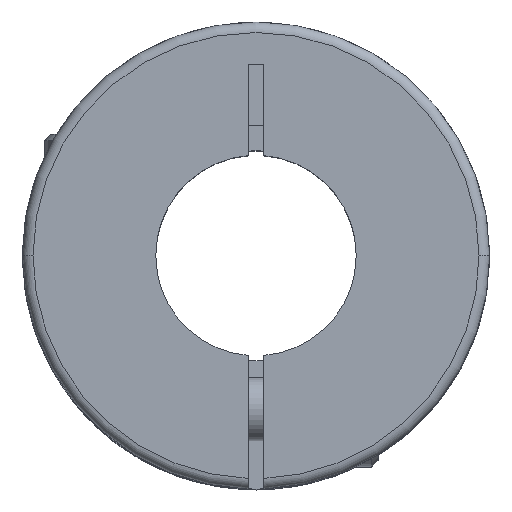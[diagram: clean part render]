
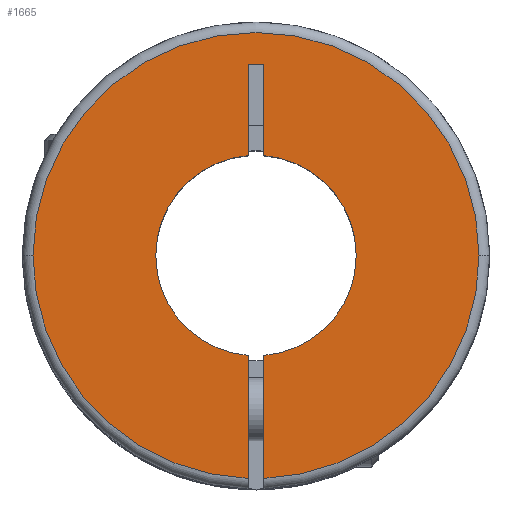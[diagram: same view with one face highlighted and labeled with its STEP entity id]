
A CAD part, top view. The second image highlights one B-rep face of the part: STEP entity #1665.
In plain terms, the highlighted planar face has unit normal (0, 0, 1).
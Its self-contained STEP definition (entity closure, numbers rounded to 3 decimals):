
#30 = CIRCLE ( 'NONE', #1325, 10.6 ) ;
#62 = CARTESIAN_POINT ( 'NONE',  ( -10.6, 0., 0. ) ) ;
#92 = ORIENTED_EDGE ( 'NONE', *, *, #1993, .T. ) ;
#200 = CARTESIAN_POINT ( 'NONE',  ( -4.763, 0., 0. ) ) ;
#229 = CARTESIAN_POINT ( 'NONE',  ( -0.375, 9.1, 0. ) ) ;
#362 = VERTEX_POINT ( 'NONE', #2871 ) ;
#372 = DIRECTION ( 'NONE',  ( -1., 0., 0. ) ) ;
#430 = CARTESIAN_POINT ( 'NONE',  ( 0., 0., 0. ) ) ;
#450 = ORIENTED_EDGE ( 'NONE', *, *, #750, .F. ) ;
#467 = ORIENTED_EDGE ( 'NONE', *, *, #1992, .F. ) ;
#574 = LINE ( 'NONE', #646, #4039 ) ;
#611 = DIRECTION ( 'NONE',  ( 0., 0., -1. ) ) ;
#646 = CARTESIAN_POINT ( 'NONE',  ( -0.375, 9.1, 0. ) ) ;
#691 = CARTESIAN_POINT ( 'NONE',  ( -0.375, 4.748, 0. ) ) ;
#705 = VERTEX_POINT ( 'NONE', #691 ) ;
#750 = EDGE_CURVE ( 'NONE', #1553, #362, #4352, .T. ) ;
#787 = DIRECTION ( 'NONE',  ( 0., 0., -1. ) ) ;
#790 = CIRCLE ( 'NONE', #2737, 4.763 ) ;
#858 = ORIENTED_EDGE ( 'NONE', *, *, #3741, .F. ) ;
#871 = CIRCLE ( 'NONE', #2242, 4.763 ) ;
#973 = DIRECTION ( 'NONE',  ( 0., -1., 0. ) ) ;
#1004 = DIRECTION ( 'NONE',  ( -1., 0., 0. ) ) ;
#1046 = LINE ( 'NONE', #2413, #1296 ) ;
#1083 = EDGE_CURVE ( 'NONE', #1849, #3342, #790, .T. ) ;
#1087 = DIRECTION ( 'NONE',  ( 0., 0., -1. ) ) ;
#1102 = EDGE_CURVE ( 'NONE', #1519, #2139, #1661, .T. ) ;
#1127 = DIRECTION ( 'NONE',  ( 0., -1., 0. ) ) ;
#1225 = VECTOR ( 'NONE', #4240, 1000. ) ;
#1296 = VECTOR ( 'NONE', #372, 1000. ) ;
#1325 = AXIS2_PLACEMENT_3D ( 'NONE', #2390, #3411, #2726 ) ;
#1348 = ORIENTED_EDGE ( 'NONE', *, *, #1083, .T. ) ;
#1403 = VERTEX_POINT ( 'NONE', #3783 ) ;
#1479 = CARTESIAN_POINT ( 'NONE',  ( 10.6, 0., 0. ) ) ;
#1519 = VERTEX_POINT ( 'NONE', #3572 ) ;
#1523 = CARTESIAN_POINT ( 'NONE',  ( 0.375, -11.1, 0. ) ) ;
#1553 = VERTEX_POINT ( 'NONE', #1479 ) ;
#1560 = CARTESIAN_POINT ( 'NONE',  ( 0., 0., 0. ) ) ;
#1610 = CIRCLE ( 'NONE', #4117, 4.763 ) ;
#1661 = CIRCLE ( 'NONE', #3505, 10.6 ) ;
#1665 = ADVANCED_FACE ( 'NONE', ( #2707 ), #2449, .F. ) ;
#1668 = VECTOR ( 'NONE', #973, 1000. ) ;
#1669 = EDGE_LOOP ( 'NONE', ( #2202, #858, #1348, #3480, #467, #2078, #4389, #92, #2614, #450, #1885 ) ) ;
#1737 = DIRECTION ( 'NONE',  ( -1., 0., 0. ) ) ;
#1849 = VERTEX_POINT ( 'NONE', #2936 ) ;
#1885 = ORIENTED_EDGE ( 'NONE', *, *, #3639, .F. ) ;
#1992 = EDGE_CURVE ( 'NONE', #4324, #705, #2386, .T. ) ;
#1993 = EDGE_CURVE ( 'NONE', #3848, #1403, #871, .T. ) ;
#2078 = ORIENTED_EDGE ( 'NONE', *, *, #2676, .F. ) ;
#2139 = VERTEX_POINT ( 'NONE', #62 ) ;
#2202 = ORIENTED_EDGE ( 'NONE', *, *, #1102, .F. ) ;
#2242 = AXIS2_PLACEMENT_3D ( 'NONE', #3001, #611, #1737 ) ;
#2336 = CARTESIAN_POINT ( 'NONE',  ( 0., 0., 0. ) ) ;
#2386 = LINE ( 'NONE', #3679, #1668 ) ;
#2390 = CARTESIAN_POINT ( 'NONE',  ( 0., 0., 0. ) ) ;
#2403 = EDGE_CURVE ( 'NONE', #362, #1403, #2555, .T. ) ;
#2413 = CARTESIAN_POINT ( 'NONE',  ( 0.375, 9.1, 0. ) ) ;
#2449 = PLANE ( 'NONE',  #4077 ) ;
#2507 = AXIS2_PLACEMENT_3D ( 'NONE', #4394, #4372, #1004 ) ;
#2555 = LINE ( 'NONE', #1523, #1225 ) ;
#2614 = ORIENTED_EDGE ( 'NONE', *, *, #2403, .F. ) ;
#2651 = CARTESIAN_POINT ( 'NONE',  ( 0.375, 9.1, 0. ) ) ;
#2676 = EDGE_CURVE ( 'NONE', #4224, #4324, #1046, .T. ) ;
#2707 = FACE_OUTER_BOUND ( 'NONE', #1669, .T. ) ;
#2718 = DIRECTION ( 'NONE',  ( 0., 0., -1. ) ) ;
#2726 = DIRECTION ( 'NONE',  ( -1., 0., 0. ) ) ;
#2737 = AXIS2_PLACEMENT_3D ( 'NONE', #2336, #2718, #3719 ) ;
#2871 = CARTESIAN_POINT ( 'NONE',  ( 0.375, -10.593, 0. ) ) ;
#2912 = LINE ( 'NONE', #3607, #3160 ) ;
#2936 = CARTESIAN_POINT ( 'NONE',  ( -0.375, -4.748, 0. ) ) ;
#3001 = CARTESIAN_POINT ( 'NONE',  ( 0., 0., 0. ) ) ;
#3046 = CARTESIAN_POINT ( 'NONE',  ( 0., 0., 0. ) ) ;
#3126 = CARTESIAN_POINT ( 'NONE',  ( 0.375, 4.748, 0. ) ) ;
#3160 = VECTOR ( 'NONE', #4063, 1000. ) ;
#3342 = VERTEX_POINT ( 'NONE', #200 ) ;
#3411 = DIRECTION ( 'NONE',  ( 0., 0., -1. ) ) ;
#3436 = EDGE_CURVE ( 'NONE', #3848, #4224, #2912, .T. ) ;
#3480 = ORIENTED_EDGE ( 'NONE', *, *, #4092, .T. ) ;
#3505 = AXIS2_PLACEMENT_3D ( 'NONE', #3046, #4378, #3746 ) ;
#3572 = CARTESIAN_POINT ( 'NONE',  ( -0.375, -10.593, 0. ) ) ;
#3607 = CARTESIAN_POINT ( 'NONE',  ( 0.375, -11.1, 0. ) ) ;
#3639 = EDGE_CURVE ( 'NONE', #2139, #1553, #30, .T. ) ;
#3644 = DIRECTION ( 'NONE',  ( 0., -1., 0. ) ) ;
#3679 = CARTESIAN_POINT ( 'NONE',  ( -0.375, 9.1, 0. ) ) ;
#3719 = DIRECTION ( 'NONE',  ( -1., 0., 0. ) ) ;
#3741 = EDGE_CURVE ( 'NONE', #1849, #1519, #574, .T. ) ;
#3746 = DIRECTION ( 'NONE',  ( -1., 0., 0. ) ) ;
#3783 = CARTESIAN_POINT ( 'NONE',  ( 0.375, -4.748, 0. ) ) ;
#3848 = VERTEX_POINT ( 'NONE', #3126 ) ;
#4039 = VECTOR ( 'NONE', #3644, 1000. ) ;
#4063 = DIRECTION ( 'NONE',  ( 0., 1., 0. ) ) ;
#4077 = AXIS2_PLACEMENT_3D ( 'NONE', #430, #1087, #1127 ) ;
#4092 = EDGE_CURVE ( 'NONE', #3342, #705, #1610, .T. ) ;
#4117 = AXIS2_PLACEMENT_3D ( 'NONE', #1560, #787, #4209 ) ;
#4209 = DIRECTION ( 'NONE',  ( -1., 0., 0. ) ) ;
#4224 = VERTEX_POINT ( 'NONE', #2651 ) ;
#4240 = DIRECTION ( 'NONE',  ( 0., 1., 0. ) ) ;
#4324 = VERTEX_POINT ( 'NONE', #229 ) ;
#4352 = CIRCLE ( 'NONE', #2507, 10.6 ) ;
#4372 = DIRECTION ( 'NONE',  ( 0., 0., -1. ) ) ;
#4378 = DIRECTION ( 'NONE',  ( 0., 0., -1. ) ) ;
#4389 = ORIENTED_EDGE ( 'NONE', *, *, #3436, .F. ) ;
#4394 = CARTESIAN_POINT ( 'NONE',  ( 0., 0., 0. ) ) ;
